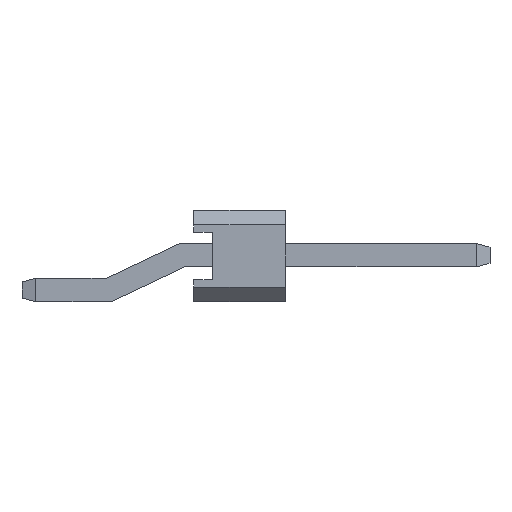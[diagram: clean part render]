
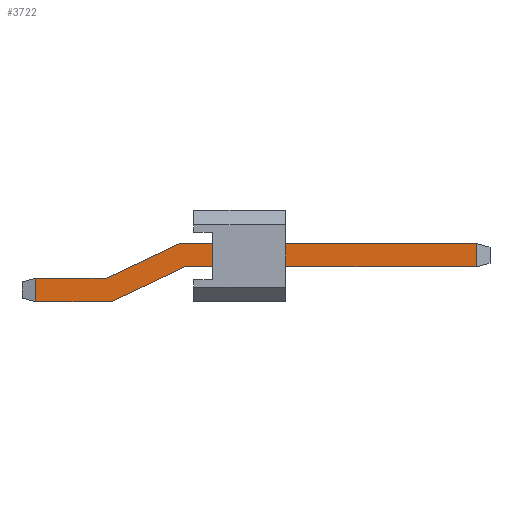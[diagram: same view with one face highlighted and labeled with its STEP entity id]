
A CAD part, front view. The second image highlights one B-rep face of the part: STEP entity #3722.
In plain terms, the highlighted planar face has unit normal (0, -1, 0).
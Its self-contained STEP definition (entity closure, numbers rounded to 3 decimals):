
#54=FACE_OUTER_BOUND('',#278,.T.);
#278=EDGE_LOOP('',(#2477,#2478,#2479,#2480,#2481,#2482,#2483,#2484));
#499=LINE('',#5189,#1031);
#508=LINE('',#5207,#1040);
#518=LINE('',#5227,#1050);
#521=LINE('',#5233,#1053);
#523=LINE('',#5238,#1055);
#524=LINE('',#5239,#1056);
#525=LINE('',#5241,#1057);
#526=LINE('',#5242,#1058);
#1031=VECTOR('',#4204,10.);
#1040=VECTOR('',#4217,10.);
#1050=VECTOR('',#4235,10.);
#1053=VECTOR('',#4242,10.);
#1055=VECTOR('',#4248,10.);
#1056=VECTOR('',#4249,10.);
#1057=VECTOR('',#4250,10.);
#1058=VECTOR('',#4251,10.);
#1554=VERTEX_POINT('',#5169);
#1557=VERTEX_POINT('',#5177);
#1567=VERTEX_POINT('',#5206);
#1568=VERTEX_POINT('',#5211);
#1573=VERTEX_POINT('',#5222);
#1574=VERTEX_POINT('',#5232);
#1575=VERTEX_POINT('',#5237);
#1576=VERTEX_POINT('',#5240);
#1899=EDGE_CURVE('',#1554,#1557,#499,.T.);
#1908=EDGE_CURVE('',#1567,#1557,#508,.T.);
#1918=EDGE_CURVE('',#1568,#1573,#518,.T.);
#1921=EDGE_CURVE('',#1574,#1573,#521,.T.);
#1923=EDGE_CURVE('',#1554,#1575,#523,.T.);
#1924=EDGE_CURVE('',#1575,#1574,#524,.T.);
#1925=EDGE_CURVE('',#1568,#1576,#525,.T.);
#1926=EDGE_CURVE('',#1576,#1567,#526,.T.);
#2477=ORIENTED_EDGE('',*,*,#1899,.F.);
#2478=ORIENTED_EDGE('',*,*,#1923,.T.);
#2479=ORIENTED_EDGE('',*,*,#1924,.T.);
#2480=ORIENTED_EDGE('',*,*,#1921,.T.);
#2481=ORIENTED_EDGE('',*,*,#1918,.F.);
#2482=ORIENTED_EDGE('',*,*,#1925,.T.);
#2483=ORIENTED_EDGE('',*,*,#1926,.T.);
#2484=ORIENTED_EDGE('',*,*,#1908,.T.);
#3498=PLANE('',#3973);
#3722=ADVANCED_FACE('',(#54),#3498,.T.);
#3973=AXIS2_PLACEMENT_3D('',#5236,#4246,#4247);
#4204=DIRECTION('',(0.,0.,1.));
#4217=DIRECTION('',(-1.,0.,0.));
#4235=DIRECTION('',(0.,0.,-1.));
#4242=DIRECTION('',(1.,0.,0.));
#4246=DIRECTION('center_axis',(0.,-1.,0.));
#4247=DIRECTION('ref_axis',(0.,0.,-1.));
#4248=DIRECTION('',(1.,0.,0.));
#4249=DIRECTION('',(0.903,0.,0.429));
#4250=DIRECTION('',(-1.,0.,0.));
#4251=DIRECTION('',(-0.903,0.,-0.429));
#5169=CARTESIAN_POINT('',(0.373,-0.32,0.));
#5177=CARTESIAN_POINT('',(0.373,-0.32,0.64));
#5189=CARTESIAN_POINT('',(0.373,-0.32,0.398));
#5206=CARTESIAN_POINT('',(2.3,-0.32,0.64));
#5207=CARTESIAN_POINT('',(0.,-0.32,0.64));
#5211=CARTESIAN_POINT('',(12.427,-0.32,1.59));
#5222=CARTESIAN_POINT('',(12.427,-0.32,0.95));
#5227=CARTESIAN_POINT('',(12.427,-0.32,1.193));
#5232=CARTESIAN_POINT('',(4.444,-0.32,0.95));
#5233=CARTESIAN_POINT('',(4.444,-0.32,0.95));
#5236=CARTESIAN_POINT('Origin',(6.4,-0.32,0.795));
#5237=CARTESIAN_POINT('',(2.444,-0.32,0.));
#5238=CARTESIAN_POINT('',(0.,-0.32,0.));
#5239=CARTESIAN_POINT('',(2.444,-0.32,0.));
#5240=CARTESIAN_POINT('',(4.3,-0.32,1.59));
#5241=CARTESIAN_POINT('',(4.3,-0.32,1.59));
#5242=CARTESIAN_POINT('',(2.3,-0.32,0.64));
